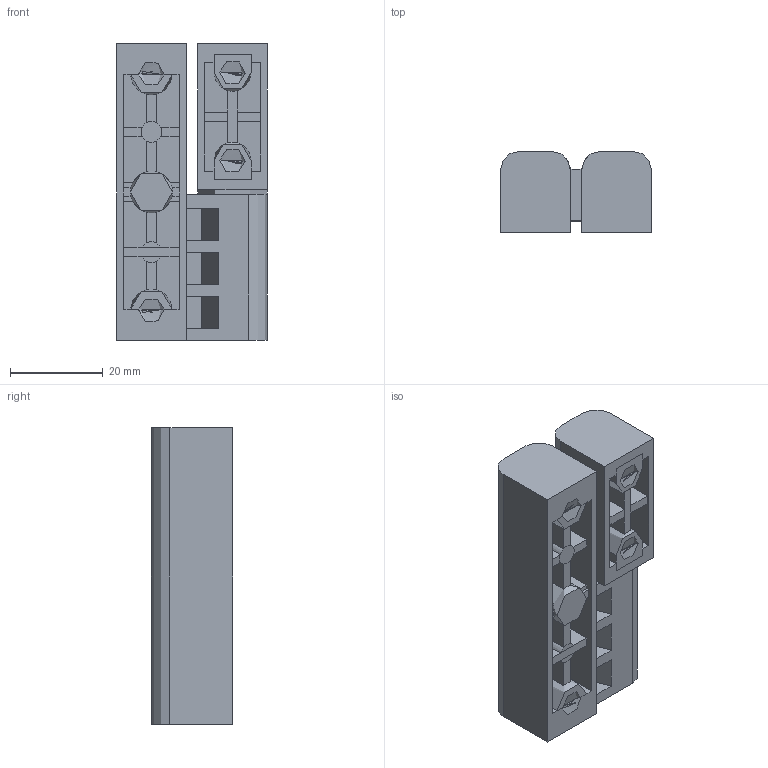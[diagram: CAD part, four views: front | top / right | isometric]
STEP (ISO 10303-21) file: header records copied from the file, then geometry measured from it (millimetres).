
FILE_DESCRIPTION(/* description */ (''),/* implementation_level */ '2;1');
FILE_NAME(/* name */ 'JL203-1',/* time_stamp */ '2024-12-19T11:53:02+08:00',/* author */ (''),/* organization */ (''),/* preprocessor_version */ 'ST-DEVELOPER v19.2',/* originating_system */ 'Rhino 8.5',/* authorisation */ '');
FILE_SCHEMA (('CONFIG_CONTROL_DESIGN'));
Length unit declared in the file: millimetre
Products named in the file (1): Document
Bounding box: 32.5 x 17.5 x 64 mm (x, y, z)
Volume: 21709.3 mm3; surface area: 17862.2 mm2
Topology: 3 solids, 3 shells, 368 faces, 1152 edges, 927 vertices
Faces by surface type: cylinder 193, plane 151, bspline 24
Entity records: 61699 total; most frequent: CARTESIAN_POINT 54154, ORIENTED_EDGE 2014, EDGE_CURVE 1007, B_SPLINE_CURVE_WITH_KNOTS 721, DIRECTION 710, VERTEX_POINT 651, AXIS2_PLACEMENT_3D 525, EDGE_LOOP 376
